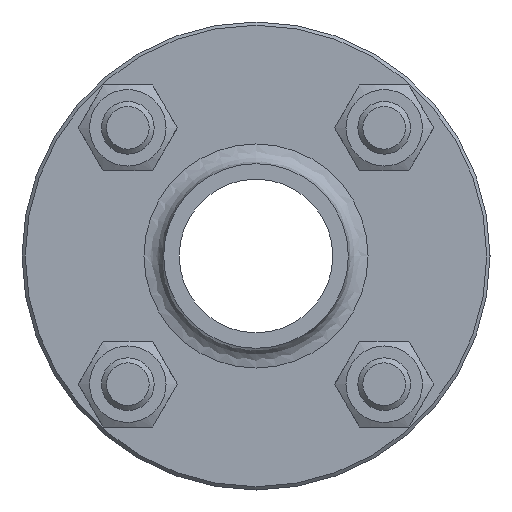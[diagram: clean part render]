
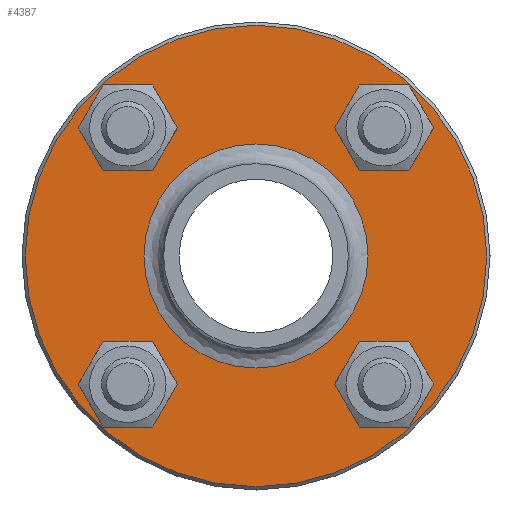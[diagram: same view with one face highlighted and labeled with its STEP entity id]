
A CAD part, left-side view. The second image highlights one B-rep face of the part: STEP entity #4387.
In plain terms, the highlighted planar face has unit normal (-1, 0, 0).
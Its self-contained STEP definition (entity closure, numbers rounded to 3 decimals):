
#2810=CARTESIAN_POINT('',(-10.0,13.645,-19.445));
#2811=VERTEX_POINT('',#2810);
#2812=CARTESIAN_POINT('',(-10.,19.445,-19.445));
#2813=DIRECTION('',(1.0,0.0,0.0));
#2814=DIRECTION('',(0.0,-1.0,0.0));
#2815=AXIS2_PLACEMENT_3D('',#2812,#2813,#2814);
#2816=CIRCLE('',#2815,5.8);
#2817=EDGE_CURVE('',#2811,#2811,#2816,.T.);
#3182=CARTESIAN_POINT('',(-10.0,13.645,19.445));
#3183=VERTEX_POINT('',#3182);
#3184=CARTESIAN_POINT('',(-10.,19.445,19.445));
#3185=DIRECTION('',(1.0,0.0,0.0));
#3186=DIRECTION('',(0.0,-1.0,0.0));
#3187=AXIS2_PLACEMENT_3D('',#3184,#3185,#3186);
#3188=CIRCLE('',#3187,5.8);
#3189=EDGE_CURVE('',#3183,#3183,#3188,.T.);
#3554=CARTESIAN_POINT('',(-10.0,-25.245,-19.445));
#3555=VERTEX_POINT('',#3554);
#3556=CARTESIAN_POINT('',(-10.,-19.445,-19.445));
#3557=DIRECTION('',(1.0,0.0,0.0));
#3558=DIRECTION('',(0.0,-1.0,0.0));
#3559=AXIS2_PLACEMENT_3D('',#3556,#3557,#3558);
#3560=CIRCLE('',#3559,5.8);
#3561=EDGE_CURVE('',#3555,#3555,#3560,.T.);
#3926=CARTESIAN_POINT('',(-10.0,-25.245,19.445));
#3927=VERTEX_POINT('',#3926);
#3928=CARTESIAN_POINT('',(-10.,-19.445,19.445));
#3929=DIRECTION('',(1.0,0.0,0.0));
#3930=DIRECTION('',(0.0,-1.0,0.0));
#3931=AXIS2_PLACEMENT_3D('',#3928,#3929,#3930);
#3932=CIRCLE('',#3931,5.8);
#3933=EDGE_CURVE('',#3927,#3927,#3932,.T.);
#4341=CARTESIAN_POINT('',(-10.,17.,0.0));
#4342=VERTEX_POINT('',#4341);
#4343=CARTESIAN_POINT('',(-10.,0.0,0.0));
#4344=DIRECTION('',(1.0,0.0,0.0));
#4345=DIRECTION('',(0.0,1.0,0.0));
#4346=AXIS2_PLACEMENT_3D('',#4343,#4344,#4345);
#4347=CIRCLE('',#4346,17.);
#4348=EDGE_CURVE('',#4342,#4342,#4347,.T.);
#4356=CARTESIAN_POINT('',(-10.,26.0,0.0));
#4357=DIRECTION('',(-1.0,0.0,0.0));
#4358=DIRECTION('',(0.0,0.0,1.0));
#4359=AXIS2_PLACEMENT_3D('',#4356,#4357,#4358);
#4360=PLANE('',#4359);
#4361=CARTESIAN_POINT('',(-10.,35.,0.0));
#4362=VERTEX_POINT('',#4361);
#4363=CARTESIAN_POINT('',(-10.,0.0,0.0));
#4364=DIRECTION('',(1.0,0.0,0.0));
#4365=DIRECTION('',(0.0,1.0,0.0));
#4366=AXIS2_PLACEMENT_3D('',#4363,#4364,#4365);
#4367=CIRCLE('',#4366,35.);
#4368=EDGE_CURVE('',#4362,#4362,#4367,.T.);
#4369=ORIENTED_EDGE('',*,*,#4368,.F.);
#4370=EDGE_LOOP('',(#4369));
#4371=FACE_OUTER_BOUND('',#4370,.T.);
#4372=ORIENTED_EDGE('',*,*,#2817,.T.);
#4373=EDGE_LOOP('',(#4372));
#4374=FACE_BOUND('',#4373,.T.);
#4375=ORIENTED_EDGE('',*,*,#3189,.T.);
#4376=EDGE_LOOP('',(#4375));
#4377=FACE_BOUND('',#4376,.T.);
#4378=ORIENTED_EDGE('',*,*,#3561,.T.);
#4379=EDGE_LOOP('',(#4378));
#4380=FACE_BOUND('',#4379,.T.);
#4381=ORIENTED_EDGE('',*,*,#3933,.T.);
#4382=EDGE_LOOP('',(#4381));
#4383=FACE_BOUND('',#4382,.T.);
#4384=ORIENTED_EDGE('',*,*,#4348,.T.);
#4385=EDGE_LOOP('',(#4384));
#4386=FACE_BOUND('',#4385,.T.);
#4387=ADVANCED_FACE('',(#4371,#4374,#4377,#4380,#4383,#4386),#4360,.T.);
